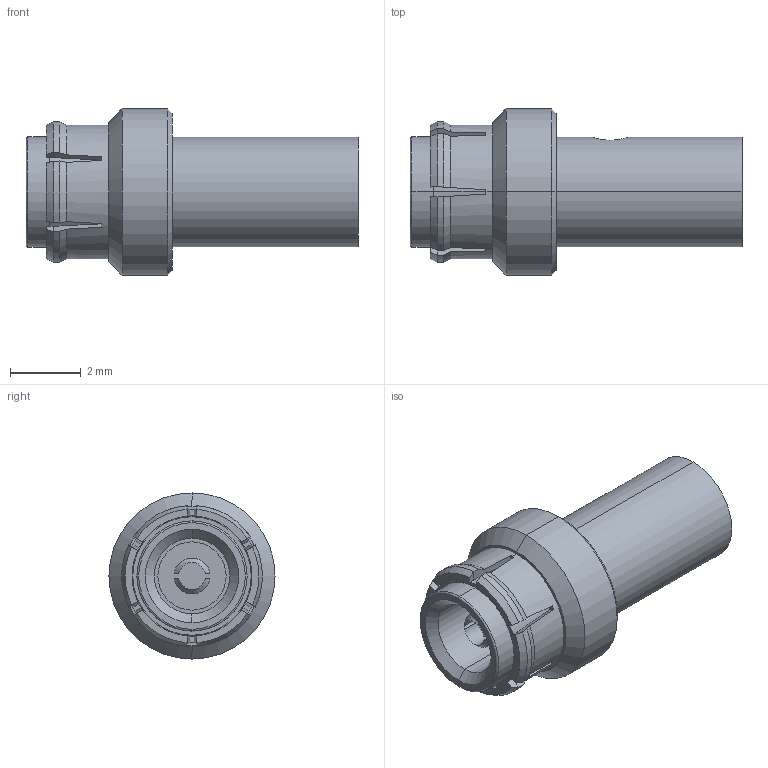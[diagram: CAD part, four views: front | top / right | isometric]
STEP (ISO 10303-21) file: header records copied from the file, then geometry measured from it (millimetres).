
FILE_DESCRIPTION (( 'STEP AP203' ), '1' );
FILE_NAME ('PE45253.step', '2018-11-07T15:26:57', ( '' ), ( '' ), 'SwSTEP 2.0', 'SolidWorks 2017', '' );
FILE_SCHEMA (( 'CONFIG_CONTROL_DESIGN' ));
Length unit declared in the file: inch
Products named in the file (1): PE45253
Bounding box: 9.39 x 4.7 x 4.7 mm (x, y, z)
Volume: 61.3 mm3; surface area: 249.7 mm2
Topology: 1 solids, 1 shells, 110 faces, 276 edges, 177 vertices
Faces by surface type: plane 49, cylinder 32, cone 27, torus 2
Entity records: 3458 total; most frequent: CARTESIAN_POINT 872, ORIENTED_EDGE 552, DIRECTION 513, EDGE_CURVE 276, AXIS2_PLACEMENT_3D 218, VERTEX_POINT 177, EDGE_LOOP 121, FACE_OUTER_BOUND 110
